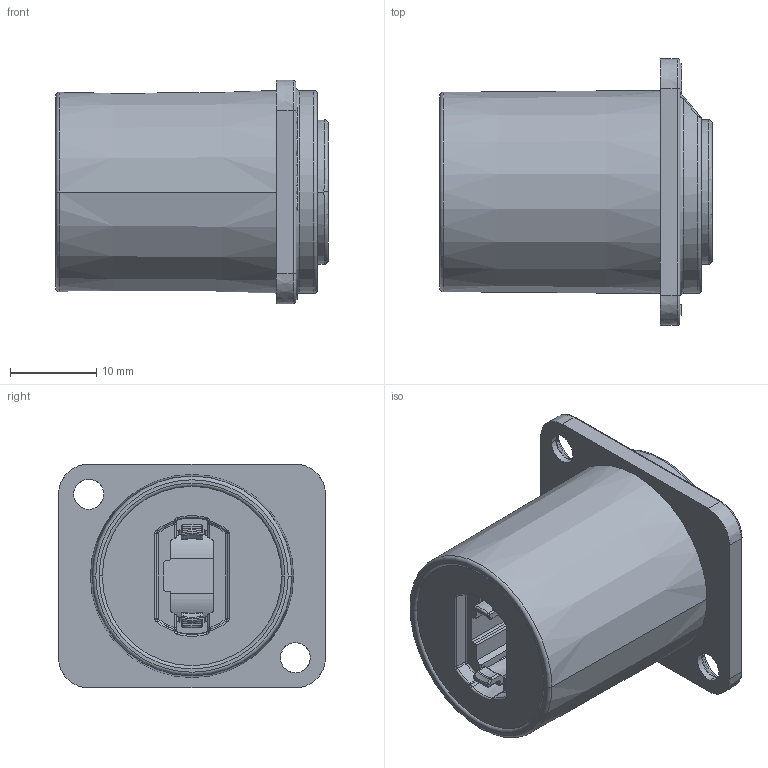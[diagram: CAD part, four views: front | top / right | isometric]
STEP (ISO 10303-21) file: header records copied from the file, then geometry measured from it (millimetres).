
FILE_DESCRIPTION((''),'2;1');
FILE_NAME('30009917','2022-08-26T07:05:46',('SYSTEM'),(''),'CREO PARAMETRIC BY PTC INC, 2021184','CREO PARAMETRIC BY PTC INC, 2021184','');
FILE_SCHEMA(('CONFIG_CONTROL_DESIGN'));
Length unit declared in the file: millimetre
Products named in the file (1): 30009917
Bounding box: 31.67 x 31 x 26 mm (x, y, z)
Volume: 8432.2 mm3; surface area: 8506.3 mm2
Topology: 1 solids, 7 shells, 864 faces, 2148 edges, 1329 vertices
Faces by surface type: plane 297, cylinder 219, bspline 102, torus 74, cone 67, extrusion 55, sphere 50
Entity records: 30736 total; most frequent: CARTESIAN_POINT 11387, ORIENTED_EDGE 4288, DIRECTION 3605, EDGE_CURVE 2144, VERTEX_POINT 1329, AXIS2_PLACEMENT_3D 1311, VECTOR 983, LINE 928
